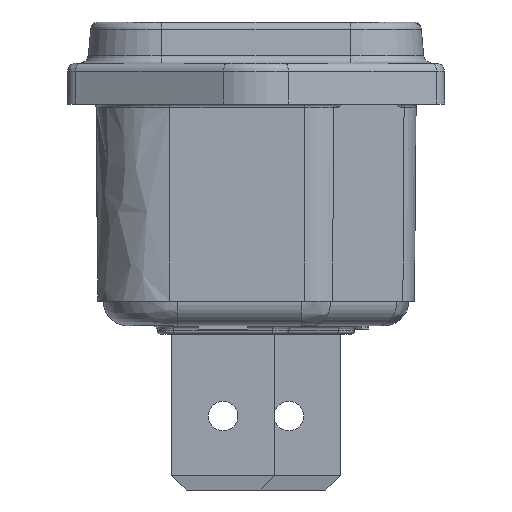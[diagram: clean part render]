
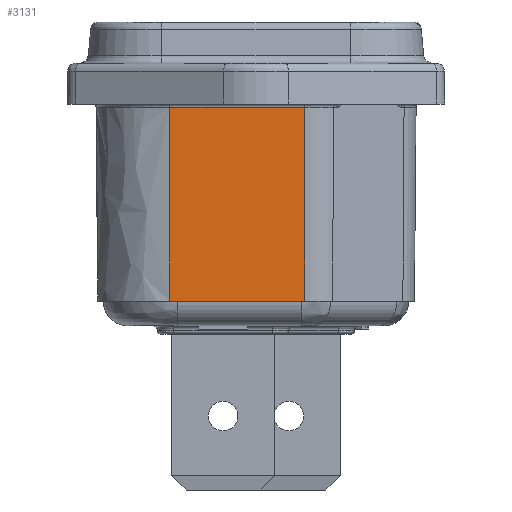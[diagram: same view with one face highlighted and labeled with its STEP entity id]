
A CAD part, left-side view. The second image highlights one B-rep face of the part: STEP entity #3131.
In plain terms, the highlighted free-form (B-spline) face has degree [1, 1] with [2, 2] control points.
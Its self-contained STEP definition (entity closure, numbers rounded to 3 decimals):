
#3131=ADVANCED_FACE('NONE',(#7739),#7740,.T.);
#3369=VERTEX_POINT('NONE',#8008);
#5301=VERTEX_POINT('NONE',#10172);
#5433=VERTEX_POINT('NONE',#10316);
#5565=EDGE_CURVE('NONE',#3369,#5433,#10464,.T.);
#5577=EDGE_CURVE('NONE',#3369,#6413,#10478,.T.);
#5643=EDGE_CURVE('NONE',#5433,#5301,#10546,.T.);
#5939=EDGE_CURVE('NONE',#6413,#5301,#10871,.T.);
#6413=VERTEX_POINT('NONE',#11397);
#7739=FACE_OUTER_BOUND('',#17125,.T.);
#7740=B_SPLINE_SURFACE_WITH_KNOTS('',1,1,((#17126,#17127),(#17128,#17129)),.UNSPECIFIED.,.F.,.F.,.F.,(2,2),(2,2),(0.0,11.802),(0.0,8.214),.UNSPECIFIED.);
#8008=CARTESIAN_POINT('',(-13.645,-2.964,-14.5));
#10172=CARTESIAN_POINT('',(-13.748,5.25,-2.698));
#10316=CARTESIAN_POINT('',(-13.645,5.25,-14.5));
#10464=LINE('',#33754,#33755);
#10478=LINE('',#34138,#34139);
#10546=LINE('',#34412,#34413);
#10871=LINE('',#37084,#37085);
#11397=CARTESIAN_POINT('',(-13.748,-2.964,-2.698));
#17125=EDGE_LOOP('',(#43938,#43939,#43940,#43941));
#17126=CARTESIAN_POINT('',(-13.645,-2.964,-14.5));
#17127=CARTESIAN_POINT('',(-13.645,5.25,-14.5));
#17128=CARTESIAN_POINT('',(-13.748,-2.964,-2.698));
#17129=CARTESIAN_POINT('',(-13.748,5.25,-2.698));
#33754=CARTESIAN_POINT('',(-13.645,5.25,-14.5));
#33755=VECTOR('',#46541,1000.0);
#34138=CARTESIAN_POINT('',(-13.75,-2.964,-2.5));
#34139=VECTOR('',#46556,1000.0);
#34412=CARTESIAN_POINT('',(-13.75,5.25,-2.5));
#34413=VECTOR('',#46594,1000.0);
#37084=CARTESIAN_POINT('',(-13.748,5.25,-2.698));
#37085=VECTOR('',#46872,1000.0);
#43938=ORIENTED_EDGE('',*,*,#5577,.T.);
#43939=ORIENTED_EDGE('',*,*,#5939,.T.);
#43940=ORIENTED_EDGE('',*,*,#5643,.F.);
#43941=ORIENTED_EDGE('',*,*,#5565,.F.);
#46541=DIRECTION('',(0.0,1.0,0.0));
#46556=DIRECTION('',(-0.009,0.0,1.));
#46594=DIRECTION('',(-0.009,0.,1.));
#46872=DIRECTION('',(0.0,1.0,0.0));
